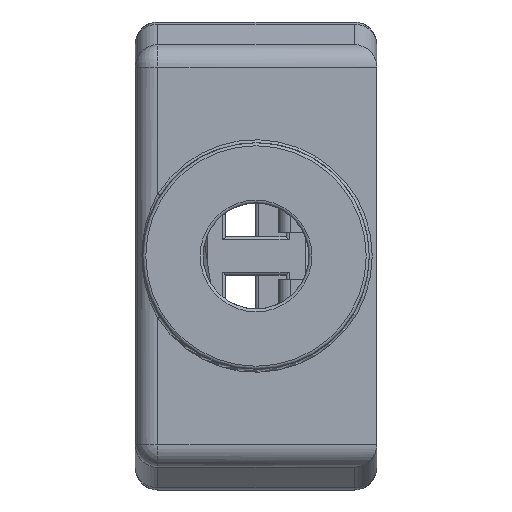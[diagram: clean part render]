
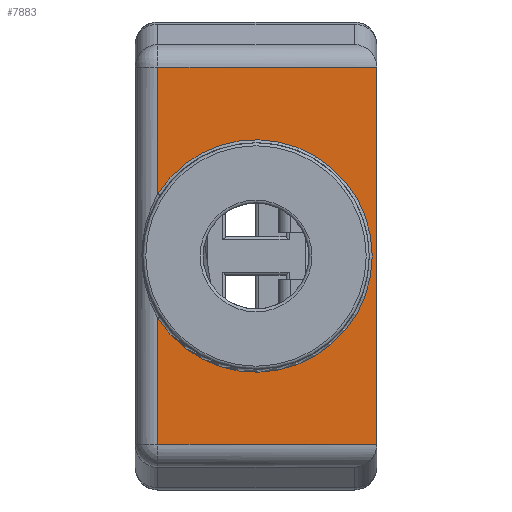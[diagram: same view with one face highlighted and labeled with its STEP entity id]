
A CAD part, left-side view. The second image highlights one B-rep face of the part: STEP entity #7883.
In plain terms, the highlighted planar face has unit normal (-1, 0, 0).
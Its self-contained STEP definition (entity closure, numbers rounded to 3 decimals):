
#552=CIRCLE('',#8538,3.85);
#1190=FACE_OUTER_BOUND('',#1699,.T.);
#1699=EDGE_LOOP('',(#6259,#6260,#6261,#6262,#6263,#6264));
#2113=LINE('',#13184,#2747);
#2152=LINE('',#13501,#2786);
#2153=LINE('',#13505,#2787);
#2211=LINE('',#14287,#2845);
#2213=LINE('',#14296,#2847);
#2747=VECTOR('',#9842,10.);
#2786=VECTOR('',#10003,10.);
#2787=VECTOR('',#10008,10.);
#2845=VECTOR('',#10320,10.);
#2847=VECTOR('',#10334,10.);
#3444=VERTEX_POINT('',#13181);
#3445=VERTEX_POINT('',#13183);
#3509=VERTEX_POINT('',#13480);
#3510=VERTEX_POINT('',#13482);
#3511=VERTEX_POINT('',#13500);
#3512=VERTEX_POINT('',#13503);
#4282=EDGE_CURVE('',#3444,#3445,#2113,.T.);
#4370=EDGE_CURVE('',#3509,#3510,#552,.T.);
#4371=EDGE_CURVE('',#3510,#3511,#2152,.T.);
#4374=EDGE_CURVE('',#3512,#3509,#2153,.T.);
#4545=EDGE_CURVE('',#3511,#3444,#2211,.T.);
#4550=EDGE_CURVE('',#3445,#3512,#2213,.T.);
#6259=ORIENTED_EDGE('',*,*,#4370,.F.);
#6260=ORIENTED_EDGE('',*,*,#4374,.F.);
#6261=ORIENTED_EDGE('',*,*,#4550,.F.);
#6262=ORIENTED_EDGE('',*,*,#4282,.F.);
#6263=ORIENTED_EDGE('',*,*,#4545,.F.);
#6264=ORIENTED_EDGE('',*,*,#4371,.F.);
#7516=PLANE('',#8680);
#7883=ADVANCED_FACE('',(#1190),#7516,.T.);
#8538=AXIS2_PLACEMENT_3D('',#13498,#9999,#10000);
#8680=AXIS2_PLACEMENT_3D('',#14307,#10349,#10350);
#9842=DIRECTION('',(0.,0.,-1.));
#9999=DIRECTION('center_axis',(-1.,0.,0.));
#10000=DIRECTION('ref_axis',(0.,-1.,0.));
#10003=DIRECTION('',(0.,0.,1.));
#10008=DIRECTION('',(0.,0.,1.));
#10320=DIRECTION('',(0.,-1.,0.));
#10334=DIRECTION('',(0.,1.,0.));
#10349=DIRECTION('center_axis',(-1.,0.,0.));
#10350=DIRECTION('ref_axis',(0.,0.,1.));
#13181=CARTESIAN_POINT('',(-20.5,-4.,6.25));
#13183=CARTESIAN_POINT('',(-20.5,-4.,-6.25));
#13184=CARTESIAN_POINT('',(-20.5,-4.,-7.));
#13480=CARTESIAN_POINT('',(-20.5,3.25,-2.064));
#13482=CARTESIAN_POINT('',(-20.5,3.25,2.064));
#13498=CARTESIAN_POINT('Origin',(-20.5,0.,0.));
#13500=CARTESIAN_POINT('',(-20.5,3.25,6.25));
#13501=CARTESIAN_POINT('',(-20.5,3.25,-3.5));
#13503=CARTESIAN_POINT('',(-20.5,3.25,-6.25));
#13505=CARTESIAN_POINT('',(-20.5,3.25,-3.5));
#14287=CARTESIAN_POINT('',(-20.5,0.,6.25));
#14296=CARTESIAN_POINT('',(-20.5,0.,-6.25));
#14307=CARTESIAN_POINT('Origin',(-20.5,0.,-7.));
